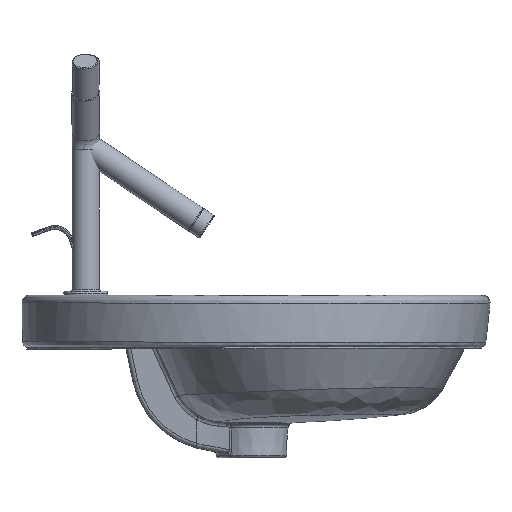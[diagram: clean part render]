
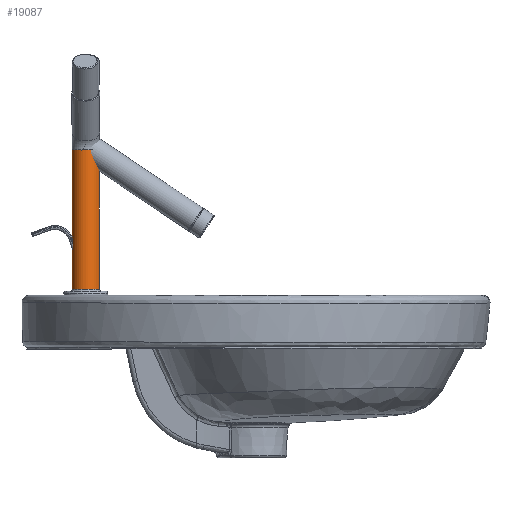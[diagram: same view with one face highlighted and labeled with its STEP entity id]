
A CAD part, front view. The second image highlights one B-rep face of the part: STEP entity #19087.
In plain terms, the highlighted cylindrical face has radius 14 mm (diameter 28 mm), a full revolution.
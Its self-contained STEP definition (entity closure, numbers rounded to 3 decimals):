
#19047=CARTESIAN_POINT('',(8.175,-75.274,0.));
#19048=VERTEX_POINT('',#19047);
#19049=CARTESIAN_POINT('',(-5.825,-75.274,0.));
#19050=DIRECTION('',(0.0,-1.0,0.0));
#19051=DIRECTION('',(-1.0,0.0,0.0));
#19052=AXIS2_PLACEMENT_3D('',#19049,#19050,#19051);
#19053=CIRCLE('',#19052,14.);
#19054=EDGE_CURVE('',#19048,#19048,#19053,.T.);
#19059=CARTESIAN_POINT('',(-5.825,-1.274,0.));
#19060=DIRECTION('',(0.,1.0,0.0));
#19061=DIRECTION('',(-0.707,0.,0.707));
#19062=AXIS2_PLACEMENT_3D('',#19059,#19060,#19061);
#19063=CYLINDRICAL_SURFACE('',#19062,14.0);
#19064=CARTESIAN_POINT('',(-5.825,67.858,14.));
#19065=VERTEX_POINT('',#19064);
#19066=CARTESIAN_POINT('',(-5.825,67.858,-14.));
#19067=VERTEX_POINT('',#19066);
#19068=CARTESIAN_POINT('',(-5.825,67.858,0.));
#19069=DIRECTION('',(0.0,-1.0,0.0));
#19070=DIRECTION('',(-1.0,0.0,0.0));
#19071=AXIS2_PLACEMENT_3D('',#19068,#19069,#19070);
#19072=CIRCLE('',#19071,14.);
#19073=EDGE_CURVE('',#19065,#19067,#19072,.T.);
#19074=ORIENTED_EDGE('',*,*,#19073,.T.);
#19075=CARTESIAN_POINT('',(-5.825,67.858,0.));
#19076=DIRECTION('',(0.0,-1.0,0.0));
#19077=DIRECTION('',(1.0,0.0,0.0));
#19078=AXIS2_PLACEMENT_3D('',#19075,#19076,#19077);
#19079=CIRCLE('',#19078,14.);
#19080=EDGE_CURVE('',#19067,#19065,#19079,.T.);
#19081=ORIENTED_EDGE('',*,*,#19080,.T.);
#19082=EDGE_LOOP('',(#19074,#19081));
#19083=FACE_OUTER_BOUND('',#19082,.T.);
#19084=ORIENTED_EDGE('',*,*,#19054,.F.);
#19085=EDGE_LOOP('',(#19084));
#19086=FACE_BOUND('',#19085,.T.);
#19087=ADVANCED_FACE('',(#19083,#19086),#19063,.T.);
